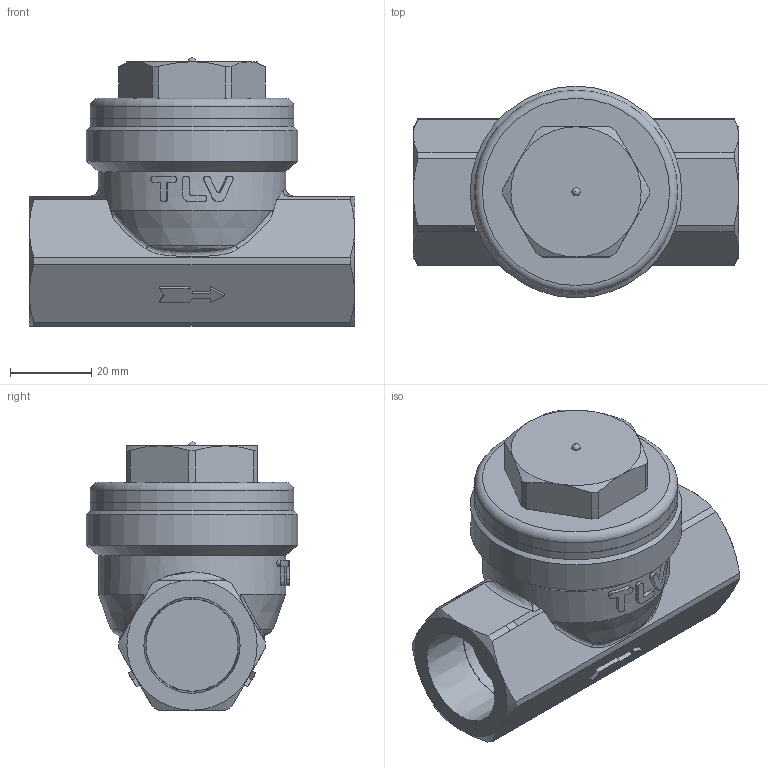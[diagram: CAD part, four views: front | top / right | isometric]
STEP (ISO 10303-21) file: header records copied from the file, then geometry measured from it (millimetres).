
FILE_DESCRIPTION((''),'2;1');
FILE_NAME('lv13n-020-screw-00.stp','2010-01-20T16:09:37',('nakaot'),(''),'Autodesk Inventor 2008','Autodesk Inventor 2008','');
FILE_SCHEMA(('AUTOMOTIVE_DESIGN { 1 0 10303 214 1 1 1 1 }'));
Length unit declared in the file: millimetre
Products named in the file (1): lv13n-020-screw-00
Bounding box: 80 x 52 x 66 mm (x, y, z)
Volume: 118351.3 mm3; surface area: 19505 mm2
Topology: 1 solids, 1 shells, 133 faces, 334 edges, 215 vertices
Faces by surface type: bspline 46, plane 43, cylinder 23, cone 17, torus 3, sphere 1
Full cylindrical faces by diameter (mm): 22.631 x1, 45 x1, 46 x1, 50 x2, 52 x1
Entity records: 9680 total; most frequent: CARTESIAN_POINT 6851, ORIENTED_EDGE 634, DIRECTION 478, EDGE_CURVE 317, VERTEX_POINT 211, AXIS2_PLACEMENT_3D 172, EDGE_LOOP 158, VECTOR 134
